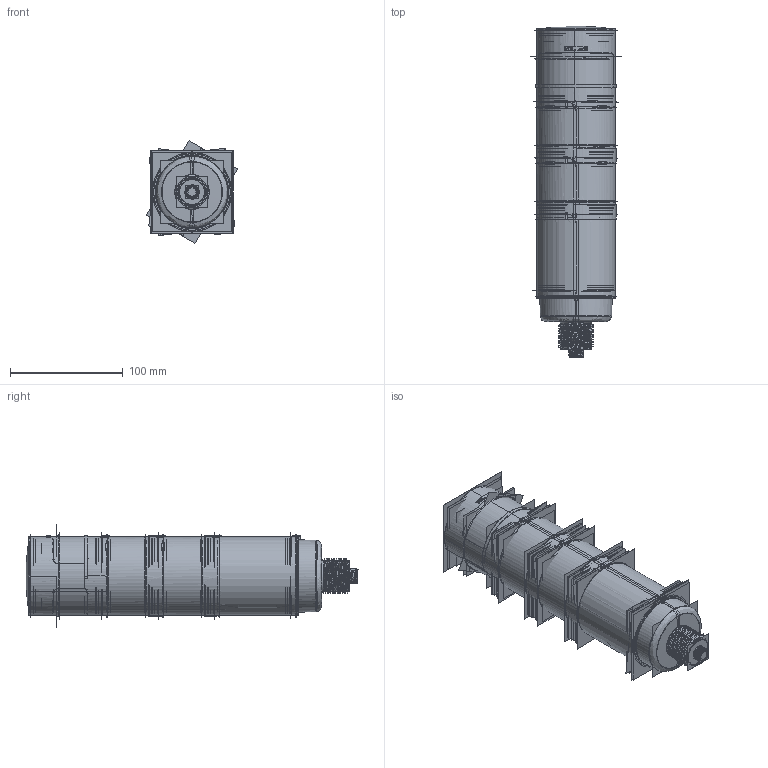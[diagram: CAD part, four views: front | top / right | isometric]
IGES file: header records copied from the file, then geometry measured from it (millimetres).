
Start section:  PTC IGES file: 191410.igs
Global section: file name: 191410.igs; native system: Creo Parametric by PTC Inc.; preprocessor: 2016260; author: PDMAdmin; organization: Unknown; date: 20161220.142825; units: millimetre
Bounding box: 81.17 x 294.22 x 90.7 mm (x, y, z)
Volume: 266379 mm3; surface area: 1439520 mm2
Topology: 11 solids, 14 shells, 6086 faces, 30218 edges, 37818 vertices
Faces by surface type: revolution 3106, bspline 2936, extrusion 44
